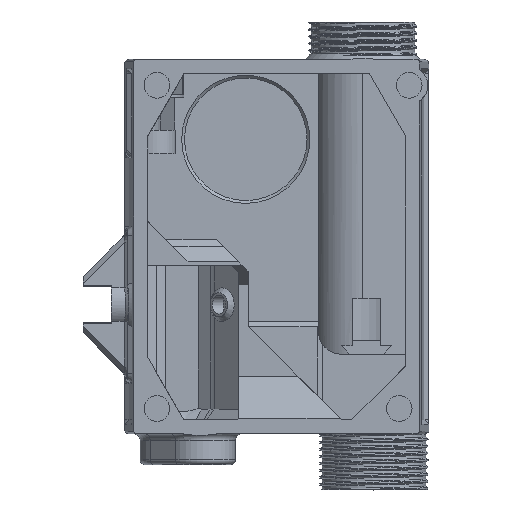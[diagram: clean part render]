
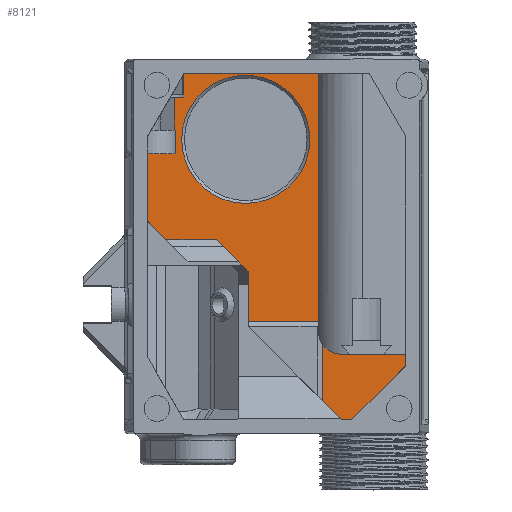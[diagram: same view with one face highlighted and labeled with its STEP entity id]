
A CAD part, top view. The second image highlights one B-rep face of the part: STEP entity #8121.
In plain terms, the highlighted planar face has unit normal (0, 0, 1).
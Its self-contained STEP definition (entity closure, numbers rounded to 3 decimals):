
#82=(
BOUNDED_CURVE()
B_SPLINE_CURVE(2,(#24696,#24697,#24698),.UNSPECIFIED.,.F.,.F.)
B_SPLINE_CURVE_WITH_KNOTS((3,3),(0.,0.226),.UNSPECIFIED.)
CURVE()
GEOMETRIC_REPRESENTATION_ITEM()
RATIONAL_B_SPLINE_CURVE((1.,1.009,1.))
REPRESENTATION_ITEM('')
);
#96=FACE_BOUND('',#1184,.T.);
#342=PLANE('',#8759);
#721=FACE_OUTER_BOUND('',#1183,.T.);
#1183=EDGE_LOOP('',(#6801,#6802,#6803,#6804,#6805,#6806,#6807,#6808,#6809,
#6810,#6811,#6812,#6813,#6814,#6815,#6816,#6817,#6818,#6819,#6820,#6821,
#6822,#6823));
#1184=EDGE_LOOP('',(#6824));
#1377=CIRCLE('',#8330,5.);
#1523=CIRCLE('',#8760,13.694);
#1773=LINE('',#21901,#2559);
#1926=LINE('',#22618,#2712);
#1946=LINE('',#22696,#2732);
#1984=LINE('',#22796,#2770);
#1986=LINE('',#22800,#2772);
#2262=LINE('',#23951,#3048);
#2273=LINE('',#23974,#3059);
#2321=LINE('',#24694,#3107);
#2322=LINE('',#24700,#3108);
#2323=LINE('',#24702,#3109);
#2324=LINE('',#24704,#3110);
#2325=LINE('',#24706,#3111);
#2326=LINE('',#24708,#3112);
#2327=LINE('',#24710,#3113);
#2328=LINE('',#24711,#3114);
#2329=LINE('',#24713,#3115);
#2330=LINE('',#24715,#3116);
#2331=LINE('',#24717,#3117);
#2332=LINE('',#24719,#3118);
#2333=LINE('',#24721,#3119);
#2334=LINE('',#24722,#3120);
#2559=VECTOR('',#9147,10.);
#2712=VECTOR('',#9612,10.);
#2732=VECTOR('',#9682,10.);
#2770=VECTOR('',#9744,10.);
#2772=VECTOR('',#9748,10.);
#3048=VECTOR('',#10404,10.);
#3059=VECTOR('',#10421,10.);
#3107=VECTOR('',#10537,10.);
#3108=VECTOR('',#10538,10.);
#3109=VECTOR('',#10539,10.);
#3110=VECTOR('',#10540,10.);
#3111=VECTOR('',#10541,10.);
#3112=VECTOR('',#10542,10.);
#3113=VECTOR('',#10543,10.);
#3114=VECTOR('',#10544,10.);
#3115=VECTOR('',#10545,10.);
#3116=VECTOR('',#10546,10.);
#3117=VECTOR('',#10547,10.);
#3118=VECTOR('',#10548,10.);
#3119=VECTOR('',#10549,10.);
#3120=VECTOR('',#10550,10.);
#3378=VERTEX_POINT('',#21854);
#3379=VERTEX_POINT('',#21863);
#3390=VERTEX_POINT('',#21900);
#3584=VERTEX_POINT('',#22615);
#3585=VERTEX_POINT('',#22617);
#3617=VERTEX_POINT('',#22693);
#3618=VERTEX_POINT('',#22695);
#3644=VERTEX_POINT('',#22794);
#3645=VERTEX_POINT('',#22798);
#3873=VERTEX_POINT('',#23971);
#3874=VERTEX_POINT('',#23973);
#3925=VERTEX_POINT('',#24695);
#3926=VERTEX_POINT('',#24699);
#3927=VERTEX_POINT('',#24701);
#3928=VERTEX_POINT('',#24703);
#3929=VERTEX_POINT('',#24705);
#3930=VERTEX_POINT('',#24707);
#3931=VERTEX_POINT('',#24709);
#3932=VERTEX_POINT('',#24712);
#3933=VERTEX_POINT('',#24714);
#3934=VERTEX_POINT('',#24716);
#3935=VERTEX_POINT('',#24718);
#3936=VERTEX_POINT('',#24720);
#3937=VERTEX_POINT('',#24723);
#4170=EDGE_CURVE('',#3379,#3378,#1377,.T.);
#4183=EDGE_CURVE('',#3390,#3379,#1773,.T.);
#4443=EDGE_CURVE('',#3584,#3585,#1926,.T.);
#4481=EDGE_CURVE('',#3618,#3617,#1946,.T.);
#4522=EDGE_CURVE('',#3644,#3617,#1984,.T.);
#4524=EDGE_CURVE('',#3644,#3645,#1986,.T.);
#4890=EDGE_CURVE('',#3390,#3645,#2262,.T.);
#4901=EDGE_CURVE('',#3873,#3874,#2273,.T.);
#4978=EDGE_CURVE('',#3378,#3585,#2321,.T.);
#4979=EDGE_CURVE('',#3925,#3584,#82,.F.);
#4980=EDGE_CURVE('',#3925,#3926,#2322,.T.);
#4981=EDGE_CURVE('',#3926,#3927,#2323,.T.);
#4982=EDGE_CURVE('',#3928,#3927,#2324,.T.);
#4983=EDGE_CURVE('',#3928,#3929,#2325,.T.);
#4984=EDGE_CURVE('',#3929,#3930,#2326,.T.);
#4985=EDGE_CURVE('',#3931,#3930,#2327,.T.);
#4986=EDGE_CURVE('',#3931,#3874,#2328,.T.);
#4987=EDGE_CURVE('',#3873,#3932,#2329,.F.);
#4988=EDGE_CURVE('',#3933,#3932,#2330,.T.);
#4989=EDGE_CURVE('',#3934,#3933,#2331,.F.);
#4990=EDGE_CURVE('',#3934,#3935,#2332,.T.);
#4991=EDGE_CURVE('',#3936,#3935,#2333,.T.);
#4992=EDGE_CURVE('',#3936,#3618,#2334,.T.);
#4993=EDGE_CURVE('',#3937,#3937,#1523,.T.);
#6801=ORIENTED_EDGE('',*,*,#4183,.T.);
#6802=ORIENTED_EDGE('',*,*,#4170,.T.);
#6803=ORIENTED_EDGE('',*,*,#4978,.T.);
#6804=ORIENTED_EDGE('',*,*,#4443,.F.);
#6805=ORIENTED_EDGE('',*,*,#4979,.F.);
#6806=ORIENTED_EDGE('',*,*,#4980,.T.);
#6807=ORIENTED_EDGE('',*,*,#4981,.T.);
#6808=ORIENTED_EDGE('',*,*,#4982,.F.);
#6809=ORIENTED_EDGE('',*,*,#4983,.T.);
#6810=ORIENTED_EDGE('',*,*,#4984,.T.);
#6811=ORIENTED_EDGE('',*,*,#4985,.F.);
#6812=ORIENTED_EDGE('',*,*,#4986,.T.);
#6813=ORIENTED_EDGE('',*,*,#4901,.F.);
#6814=ORIENTED_EDGE('',*,*,#4987,.T.);
#6815=ORIENTED_EDGE('',*,*,#4988,.F.);
#6816=ORIENTED_EDGE('',*,*,#4989,.F.);
#6817=ORIENTED_EDGE('',*,*,#4990,.T.);
#6818=ORIENTED_EDGE('',*,*,#4991,.F.);
#6819=ORIENTED_EDGE('',*,*,#4992,.T.);
#6820=ORIENTED_EDGE('',*,*,#4481,.T.);
#6821=ORIENTED_EDGE('',*,*,#4522,.F.);
#6822=ORIENTED_EDGE('',*,*,#4524,.T.);
#6823=ORIENTED_EDGE('',*,*,#4890,.F.);
#6824=ORIENTED_EDGE('',*,*,#4993,.F.);
#8121=ADVANCED_FACE('',(#721,#96),#342,.F.);
#8330=AXIS2_PLACEMENT_3D('',#21864,#9124,#9125);
#8759=AXIS2_PLACEMENT_3D('',#24693,#10535,#10536);
#8760=AXIS2_PLACEMENT_3D('',#24724,#10551,#10552);
#9124=DIRECTION('center_axis',(0.,0.,-1.));
#9125=DIRECTION('ref_axis',(-0.707,-0.707,0.));
#9147=DIRECTION('',(-1.,0.,0.));
#9612=DIRECTION('',(1.,0.,0.));
#9682=DIRECTION('',(0.707,-0.707,0.));
#9744=DIRECTION('',(-1.,0.,0.));
#9748=DIRECTION('',(0.707,0.707,0.));
#10404=DIRECTION('',(0.,-1.,0.));
#10421=DIRECTION('',(0.,1.,0.));
#10535=DIRECTION('center_axis',(0.,0.,-1.));
#10536=DIRECTION('ref_axis',(-1.,0.,0.));
#10537=DIRECTION('',(0.,1.,0.));
#10538=DIRECTION('',(0.,-1.,0.));
#10539=DIRECTION('',(0.,-1.,0.));
#10540=DIRECTION('',(1.,0.,0.));
#10541=DIRECTION('',(0.,-1.,0.));
#10542=DIRECTION('',(-1.,0.,0.));
#10543=DIRECTION('',(0.,1.,0.));
#10544=DIRECTION('',(-1.,0.,0.));
#10545=DIRECTION('',(-0.707,0.707,0.));
#10546=DIRECTION('',(-1.,0.,0.));
#10547=DIRECTION('',(0.707,-0.707,0.));
#10548=DIRECTION('',(0.,-1.,0.));
#10549=DIRECTION('',(-1.,0.,0.));
#10550=DIRECTION('',(0.,-1.,0.));
#10551=DIRECTION('center_axis',(0.,0.,1.));
#10552=DIRECTION('ref_axis',(-1.,0.,0.));
#21854=CARTESIAN_POINT('',(9.805,-25.838,2.));
#21863=CARTESIAN_POINT('',(13.922,-28.,2.));
#21864=CARTESIAN_POINT('Origin',(13.922,-23.,2.));
#21900=CARTESIAN_POINT('',(28.825,-28.,2.));
#21901=CARTESIAN_POINT('',(9.437,-28.,2.));
#22615=CARTESIAN_POINT('',(-17.896,33.,2.));
#22617=CARTESIAN_POINT('',(9.805,33.,2.));
#22618=CARTESIAN_POINT('',(-28.825,33.,2.));
#22693=CARTESIAN_POINT('',(14.882,-43.,2.));
#22695=CARTESIAN_POINT('',(9.79,-37.908,2.));
#22696=CARTESIAN_POINT('',(-3.588,-24.529,2.));
#22794=CARTESIAN_POINT('',(15.075,-43.,2.));
#22796=CARTESIAN_POINT('',(28.825,-43.,2.));
#22798=CARTESIAN_POINT('',(28.825,-29.25,2.));
#22800=CARTESIAN_POINT('',(24.244,-33.831,2.));
#23951=CARTESIAN_POINT('',(28.825,33.,2.));
#23971=CARTESIAN_POINT('',(-28.825,1.629,2.));
#23973=CARTESIAN_POINT('',(-28.825,14.9,2.));
#23974=CARTESIAN_POINT('',(-28.825,-43.,2.));
#24693=CARTESIAN_POINT('Origin',(0.,-5.,2.));
#24694=CARTESIAN_POINT('',(9.805,2.5,2.));
#24695=CARTESIAN_POINT('',(-19.921,34.,2.));
#24696=CARTESIAN_POINT('Ctrl Pts',(-17.896,33.,2.));
#24697=CARTESIAN_POINT('Ctrl Pts',(-19.039,33.566,2.));
#24698=CARTESIAN_POINT('Ctrl Pts',(-19.921,34.,2.));
#24699=CARTESIAN_POINT('',(-19.921,27.5,2.));
#24700=CARTESIAN_POINT('',(-19.921,34.,2.));
#24701=CARTESIAN_POINT('',(-19.921,26.9,2.));
#24702=CARTESIAN_POINT('',(-19.921,34.,2.));
#24703=CARTESIAN_POINT('',(-21.762,26.9,2.));
#24704=CARTESIAN_POINT('',(-22.791,26.9,2.));
#24705=CARTESIAN_POINT('',(-21.762,19.9,2.));
#24706=CARTESIAN_POINT('',(-21.762,26.9,2.));
#24707=CARTESIAN_POINT('',(-21.841,19.9,2.));
#24708=CARTESIAN_POINT('',(-28.825,19.9,2.));
#24709=CARTESIAN_POINT('',(-21.841,14.9,2.));
#24710=CARTESIAN_POINT('',(-21.841,14.9,2.));
#24711=CARTESIAN_POINT('',(-12.831,14.9,2.));
#24712=CARTESIAN_POINT('',(-23.696,-3.5,2.));
#24713=CARTESIAN_POINT('',(-18.304,-8.892,2.));
#24714=CARTESIAN_POINT('',(-12.868,-3.5,2.));
#24715=CARTESIAN_POINT('',(-3.059,-3.5,2.));
#24716=CARTESIAN_POINT('',(-6.118,-10.25,2.));
#24717=CARTESIAN_POINT('',(-7.213,-9.154,2.));
#24718=CARTESIAN_POINT('',(-6.118,-20.978,2.));
#24719=CARTESIAN_POINT('',(-6.118,-6.,2.));
#24720=CARTESIAN_POINT('',(9.79,-20.978,2.));
#24721=CARTESIAN_POINT('',(-0.424,-20.978,2.));
#24722=CARTESIAN_POINT('',(9.79,-24.,2.));
#24723=CARTESIAN_POINT('',(7.096,17.955,2.));
#24724=CARTESIAN_POINT('Origin',(-6.598,17.955,2.));
